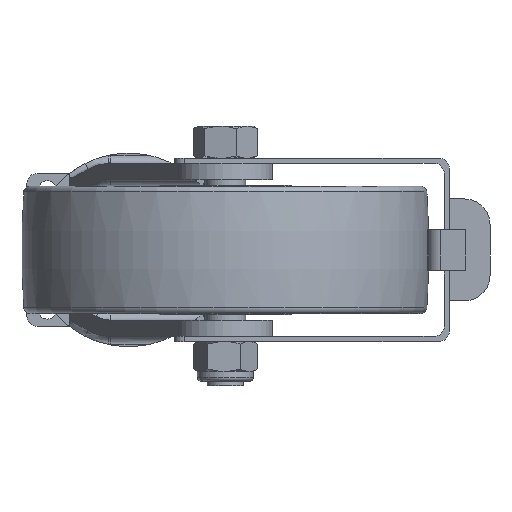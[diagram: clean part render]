
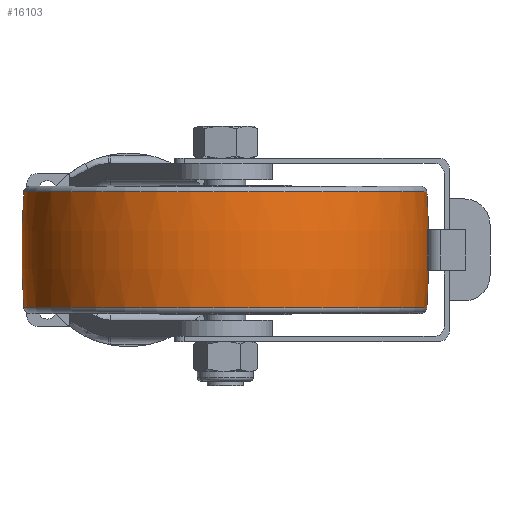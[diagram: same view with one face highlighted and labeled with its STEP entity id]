
A CAD part, front view. The second image highlights one B-rep face of the part: STEP entity #16103.
In plain terms, the highlighted toroidal (fillet/blend) face has major radius 600 mm and minor radius 800 mm.
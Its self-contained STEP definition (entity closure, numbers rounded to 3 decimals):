
#577 = CIRCLE ( 'NONE', #10339, 197.972 ) ;
#1853 = FACE_OUTER_BOUND ( 'NONE', #21512, .T. ) ;
#2281 = CIRCLE ( 'NONE', #10338, 197.972 ) ;
#2994 = EDGE_CURVE ( 'NONE', #13373, #26208, #2281, .T. ) ;
#3581 = DIRECTION ( 'NONE',  ( -1., 0., 0. ) ) ;
#4147 = ORIENTED_EDGE ( 'NONE', *, *, #17799, .F. ) ;
#4309 = CARTESIAN_POINT ( 'NONE',  ( 695., -320., 0. ) ) ;
#4837 = AXIS2_PLACEMENT_3D ( 'NONE', #4309, #27995, #19650 ) ;
#5017 = CARTESIAN_POINT ( 'NONE',  ( 95., -320., -56.927 ) ) ;
#5888 = CARTESIAN_POINT ( 'NONE',  ( 95., -320., 0. ) ) ;
#6311 = CARTESIAN_POINT ( 'NONE',  ( -102.972, -320., 56.927 ) ) ;
#6482 = CARTESIAN_POINT ( 'NONE',  ( 292.972, -320., -56.927 ) ) ;
#7158 = AXIS2_PLACEMENT_3D ( 'NONE', #23806, #19095, #8299 ) ;
#7277 = CIRCLE ( 'NONE', #4837, 800. ) ;
#7486 = DIRECTION ( 'NONE',  ( 1., 0., 0. ) ) ;
#8299 = DIRECTION ( 'NONE',  ( 0., 0., -1. ) ) ;
#8310 = AXIS2_PLACEMENT_3D ( 'NONE', #5888, #18961, #10156 ) ;
#9318 = TOROIDAL_SURFACE ( 'NONE', #8310, -600., 800. ) ;
#10156 = DIRECTION ( 'NONE',  ( 1., 0., 0. ) ) ;
#10338 = AXIS2_PLACEMENT_3D ( 'NONE', #20535, #20820, #3581 ) ;
#10339 = AXIS2_PLACEMENT_3D ( 'NONE', #5017, #18275, #7486 ) ;
#13143 = CARTESIAN_POINT ( 'NONE',  ( -102.972, -320., -56.927 ) ) ;
#13373 = VERTEX_POINT ( 'NONE', #27671 ) ;
#14192 = EDGE_CURVE ( 'NONE', #21398, #13373, #21249, .T. ) ;
#16103 = ADVANCED_FACE ( 'NONE', ( #1853 ), #9318, .T. ) ;
#17799 = EDGE_CURVE ( 'NONE', #24092, #26208, #7277, .T. ) ;
#18275 = DIRECTION ( 'NONE',  ( 0., 0., 1. ) ) ;
#18961 = DIRECTION ( 'NONE',  ( 0., 0., 1. ) ) ;
#19095 = DIRECTION ( 'NONE',  ( 0., -1., 0. ) ) ;
#19650 = DIRECTION ( 'NONE',  ( -1., 0., 0. ) ) ;
#20535 = CARTESIAN_POINT ( 'NONE',  ( 95., -320., 56.927 ) ) ;
#20820 = DIRECTION ( 'NONE',  ( 0., 0., -1. ) ) ;
#21249 = CIRCLE ( 'NONE', #7158, 800. ) ;
#21290 = ORIENTED_EDGE ( 'NONE', *, *, #25787, .T. ) ;
#21309 = ORIENTED_EDGE ( 'NONE', *, *, #2994, .T. ) ;
#21398 = VERTEX_POINT ( 'NONE', #6482 ) ;
#21512 = EDGE_LOOP ( 'NONE', ( #4147, #21290, #24906, #21309 ) ) ;
#23806 = CARTESIAN_POINT ( 'NONE',  ( -505., -320., 0. ) ) ;
#24092 = VERTEX_POINT ( 'NONE', #13143 ) ;
#24906 = ORIENTED_EDGE ( 'NONE', *, *, #14192, .T. ) ;
#25787 = EDGE_CURVE ( 'NONE', #24092, #21398, #577, .T. ) ;
#26208 = VERTEX_POINT ( 'NONE', #6311 ) ;
#27671 = CARTESIAN_POINT ( 'NONE',  ( 292.972, -320., 56.927 ) ) ;
#27995 = DIRECTION ( 'NONE',  ( 0., 1., 0. ) ) ;
